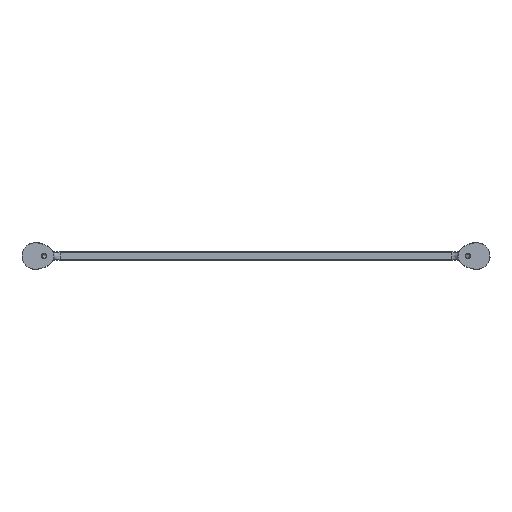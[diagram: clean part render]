
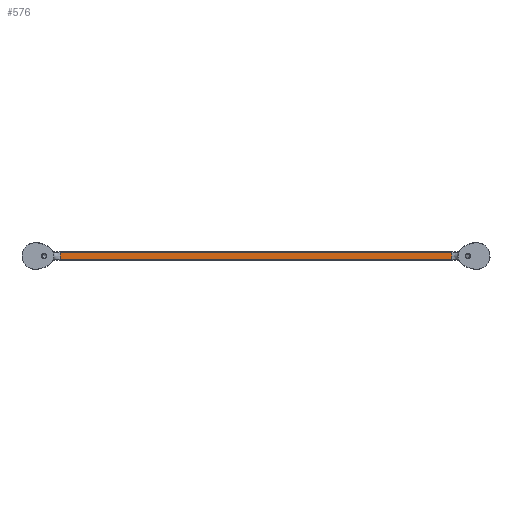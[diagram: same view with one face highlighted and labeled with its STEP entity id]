
A CAD part, front view. The second image highlights one B-rep face of the part: STEP entity #576.
In plain terms, the highlighted planar face has unit normal (0, -1, 0).
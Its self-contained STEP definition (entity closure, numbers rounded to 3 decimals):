
#66=PLANE('',#643);
#92=FACE_OUTER_BOUND('',#125,.T.);
#125=EDGE_LOOP('',(#459,#460,#461,#462,#463,#464));
#149=LINE('',#1288,#173);
#150=LINE('',#1344,#174);
#154=LINE('',#3519,#178);
#155=LINE('',#3521,#179);
#156=LINE('',#3522,#180);
#157=LINE('',#3523,#181);
#173=VECTOR('',#716,10.);
#174=VECTOR('',#717,10.);
#178=VECTOR('',#735,10.);
#179=VECTOR('',#736,10.);
#180=VECTOR('',#737,10.);
#181=VECTOR('',#738,10.);
#241=VERTEX_POINT('',#1286);
#242=VERTEX_POINT('',#1287);
#247=VERTEX_POINT('',#1336);
#260=VERTEX_POINT('',#3517);
#261=VERTEX_POINT('',#3518);
#262=VERTEX_POINT('',#3520);
#307=EDGE_CURVE('',#241,#242,#149,.T.);
#314=EDGE_CURVE('',#242,#247,#150,.T.);
#334=EDGE_CURVE('',#260,#261,#154,.T.);
#335=EDGE_CURVE('',#262,#260,#155,.T.);
#336=EDGE_CURVE('',#262,#241,#156,.T.);
#337=EDGE_CURVE('',#261,#247,#157,.T.);
#459=ORIENTED_EDGE('',*,*,#334,.F.);
#460=ORIENTED_EDGE('',*,*,#335,.F.);
#461=ORIENTED_EDGE('',*,*,#336,.T.);
#462=ORIENTED_EDGE('',*,*,#307,.T.);
#463=ORIENTED_EDGE('',*,*,#314,.T.);
#464=ORIENTED_EDGE('',*,*,#337,.F.);
#576=ADVANCED_FACE('',(#92),#66,.T.);
#643=AXIS2_PLACEMENT_3D('',#3516,#733,#734);
#716=DIRECTION('',(0.,0.,-1.));
#717=DIRECTION('',(0.,0.,-1.));
#733=DIRECTION('center_axis',(0.,-1.,0.));
#734=DIRECTION('ref_axis',(0.,0.,-1.));
#735=DIRECTION('',(0.,0.,-1.));
#736=DIRECTION('',(0.,0.,-1.));
#737=DIRECTION('',(-1.,0.,0.));
#738=DIRECTION('',(-1.,0.,0.));
#1286=CARTESIAN_POINT('',(-147.75,19.,2.712));
#1287=CARTESIAN_POINT('',(-147.75,19.,0.));
#1288=CARTESIAN_POINT('',(-147.75,19.,2.712));
#1336=CARTESIAN_POINT('',(-147.75,19.,-2.712));
#1344=CARTESIAN_POINT('',(-147.75,19.,2.712));
#3516=CARTESIAN_POINT('Origin',(0.,19.,2.712));
#3517=CARTESIAN_POINT('',(147.75,19.,0.));
#3518=CARTESIAN_POINT('',(147.75,19.,-2.712));
#3519=CARTESIAN_POINT('',(147.75,19.,2.712));
#3520=CARTESIAN_POINT('',(147.75,19.,2.712));
#3521=CARTESIAN_POINT('',(147.75,19.,2.712));
#3522=CARTESIAN_POINT('',(0.,19.,2.712));
#3523=CARTESIAN_POINT('',(0.,19.,-2.712));
